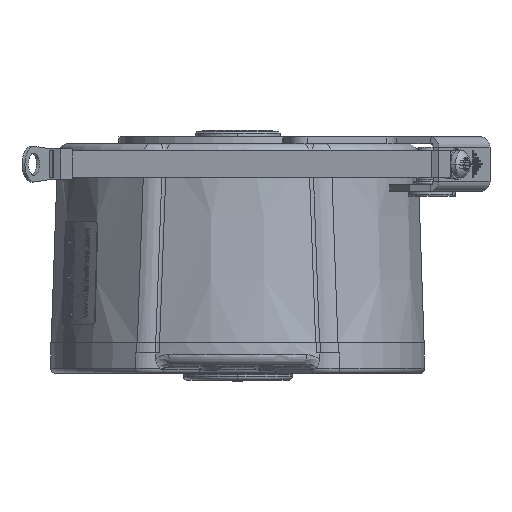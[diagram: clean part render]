
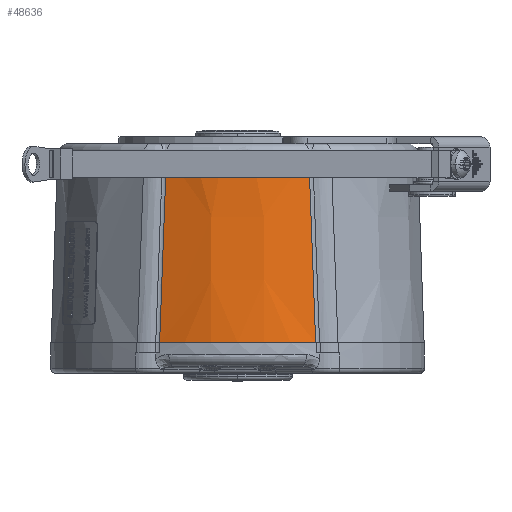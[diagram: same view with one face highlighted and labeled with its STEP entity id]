
A CAD part, front view. The second image highlights one B-rep face of the part: STEP entity #48636.
In plain terms, the highlighted conical face has half-angle 2 degrees and reference radius 51.889 mm.
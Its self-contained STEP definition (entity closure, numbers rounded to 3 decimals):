
#10058=CARTESIAN_POINT('',(0.,0.,-47.2));
#10059=DIRECTION('',(0.,0.,1.));
#10060=DIRECTION('',(-0.434,-0.901,0.));
#10061=AXIS2_PLACEMENT_3D('',#10058,#10059,#10060);
#10063=CARTESIAN_POINT('',(-22.935,-47.626,-47.2));
#10064=CARTESIAN_POINT('',(-22.76,-47.524,
-42.389));
#10065=CARTESIAN_POINT('',(-22.412,-47.321,
-32.854));
#10066=CARTESIAN_POINT('',(-21.897,-47.02,
-18.796));
#10067=CARTESIAN_POINT('',(-21.39,-46.724,
-5.023));
#10068=CARTESIAN_POINT('',(-21.058,-46.53,
3.961));
#10069=CARTESIAN_POINT('',(-20.894,-46.434,
8.405));
#10071=CARTESIAN_POINT('',(0.,0.,8.405));
#10072=DIRECTION('',(0.,0.,1.));
#10073=DIRECTION('',(-0.41,-0.912,0.));
#10074=AXIS2_PLACEMENT_3D('',#10071,#10072,#10073);
#10076=CARTESIAN_POINT('',(20.894,-46.434,
8.405));
#10077=CARTESIAN_POINT('',(21.058,-46.53,
3.968));
#10078=CARTESIAN_POINT('',(21.39,-46.724,
-5.008));
#10079=CARTESIAN_POINT('',(21.897,-47.02,
-18.79));
#10080=CARTESIAN_POINT('',(22.412,-47.321,
-32.855));
#10081=CARTESIAN_POINT('',(22.76,-47.524,
-42.39));
#10082=CARTESIAN_POINT('',(22.935,-47.626,-47.2));
#10138=CARTESIAN_POINT('',(-20.894,-46.434,
8.405));
#37433=VERTEX_POINT('',#10138);
#37434=CARTESIAN_POINT('',(20.894,-46.434,
8.405));
#37435=VERTEX_POINT('',#37434);
#38065=CARTESIAN_POINT('',(-22.935,-47.626,-47.2));
#38066=CARTESIAN_POINT('',(22.935,-47.626,-47.2));
#38067=VERTEX_POINT('',#38065);
#38068=VERTEX_POINT('',#38066);
#48623=CARTESIAN_POINT('',(0.,0.,-19.398));
#48624=DIRECTION('',(0.,0.,-1.));
#48625=DIRECTION('',(-1.,0.,0.));
#48626=AXIS2_PLACEMENT_3D('',#48623,#48624,#48625);
#48627=CONICAL_SURFACE('',#48626,51.889,2.);
#48628=ORIENTED_EDGE('',*,*,#42406,.F.);
#48630=ORIENTED_EDGE('',*,*,#48629,.T.);
#48632=ORIENTED_EDGE('',*,*,#48631,.T.);
#48633=ORIENTED_EDGE('',*,*,#48615,.T.);
#48634=EDGE_LOOP('',(#48628,#48630,#48632,#48633));
#48635=FACE_OUTER_BOUND('',#48634,.F.);
#10062=CIRCLE('',#10061,52.86);
#10070=B_SPLINE_CURVE_WITH_KNOTS('',3,(#10063,#10064,#10065,#10066,#10067,
#10068,#10069),.UNSPECIFIED.,.F.,.F.,(4,1,1,1,4),(0.,0.25,0.5,0.75,
1.),.UNSPECIFIED.);
#10075=CIRCLE('',#10074,50.919);
#10083=B_SPLINE_CURVE_WITH_KNOTS('',3,(#10076,#10077,#10078,#10079,#10080,
#10081,#10082),.UNSPECIFIED.,.F.,.F.,(4,1,1,1,4),(0.,0.25,0.5,0.75,
1.),.UNSPECIFIED.);
#42406=EDGE_CURVE('',#38067,#38068,#10062,.T.);
#48615=EDGE_CURVE('',#37435,#38068,#10083,.T.);
#48629=EDGE_CURVE('',#38067,#37433,#10070,.T.);
#48631=EDGE_CURVE('',#37433,#37435,#10075,.T.);
#48636=ADVANCED_FACE('',(#48635),#48627,.T.);
